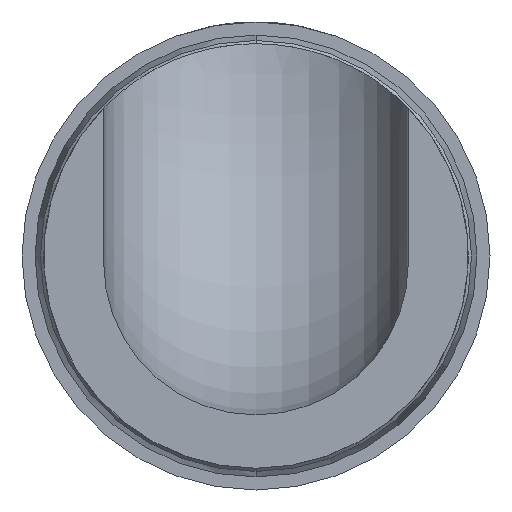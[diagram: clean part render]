
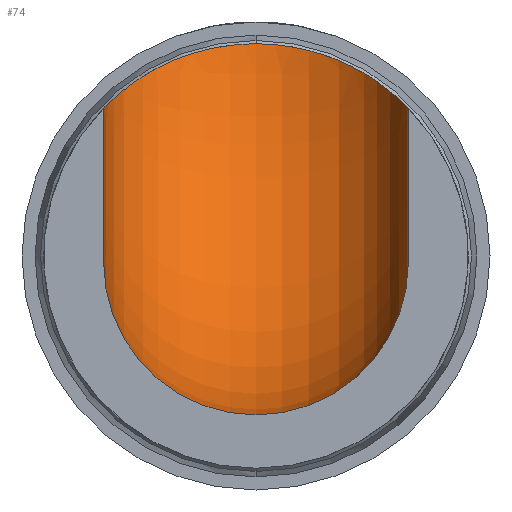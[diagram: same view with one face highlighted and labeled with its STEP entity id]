
A CAD part, front view. The second image highlights one B-rep face of the part: STEP entity #74.
In plain terms, the highlighted toroidal (fillet/blend) face has major radius 1.3 mm and minor radius 0.7 mm.
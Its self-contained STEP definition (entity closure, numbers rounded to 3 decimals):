
#74 = ADVANCED_FACE ( 'Defeature ausgef�hrt2_17', ( #3337 ), #3150, .F. ) ;
#96 = AXIS2_PLACEMENT_3D ( 'NONE', #770, #2059, #520 ) ;
#108 = CARTESIAN_POINT ( 'NONE',  ( -0.7, -14.38, -0.03 ) ) ;
#168 = VERTEX_POINT ( 'NONE', #2048 ) ;
#169 = CARTESIAN_POINT ( 'NONE',  ( -0.7, -13.118, 0.679 ) ) ;
#223 = CARTESIAN_POINT ( 'NONE',  ( -0.575, -12.739, 0.79 ) ) ;
#330 = CARTESIAN_POINT ( 'NONE',  ( 0.7, -14.38, 1.27 ) ) ;
#344 = CARTESIAN_POINT ( 'NONE',  ( 0., -14.38, -0.03 ) ) ;
#410 = CARTESIAN_POINT ( 'NONE',  ( -0.7, -13.222, 0.679 ) ) ;
#520 = DIRECTION ( 'NONE',  ( 0., 0., 1. ) ) ;
#649 = DIRECTION ( 'NONE',  ( -1., 0., 0. ) ) ;
#678 = VERTEX_POINT ( 'NONE', #410 ) ;
#733 = CARTESIAN_POINT ( 'NONE',  ( -0.7, -14.38, 1.27 ) ) ;
#770 = CARTESIAN_POINT ( 'NONE',  ( 0., -14.38, 1.27 ) ) ;
#928 = EDGE_LOOP ( 'NONE', ( #3494, #1773, #2675, #941, #1879, #1961 ) ) ;
#940 = CARTESIAN_POINT ( 'NONE',  ( 0.7, -14.38, -0.03 ) ) ;
#941 = ORIENTED_EDGE ( 'NONE', *, *, #2458, .F. ) ;
#972 = EDGE_CURVE ( 'Defeature ausgef�hrt2_17+Defeature ausgef�hrt2_16+Defeature ausgef�hrt2_14+Defeature ausgef�hrt2_15', #2017, #2060, #2417, .T. ) ;
#1117 = CARTESIAN_POINT ( 'NONE',  ( -0.457, -12.588, 0.864 ) ) ;
#1144 = VERTEX_POINT ( 'NONE', #2942 ) ;
#1173 = EDGE_CURVE ( 'Defeature ausgef�hrt2_8+Defeature ausgef�hrt2_17+Defeature ausgef�hrt2_14+Defeature ausgef�hrt2_15', #678, #1144, #1275, .T. ) ;
#1275 = B_SPLINE_CURVE_WITH_KNOTS ( 'NONE', 3,
 ( #3506, #169, #2587, #2958, #223, #1117, #2918, #1373, #3535, #2302 ),
 .UNSPECIFIED., .F., .F.,
 ( 4, 2, 2, 2, 4 ),
 ( 0.002, 0.003, 0.003, 0.003, 0.004 ),
 .UNSPECIFIED. ) ;
#1338 = CARTESIAN_POINT ( 'NONE',  ( 0.575, -12.739, 0.79 ) ) ;
#1344 = DIRECTION ( 'NONE',  ( 0., -1., 0. ) ) ;
#1373 = CARTESIAN_POINT ( 'NONE',  ( -0.206, -12.429, 0.957 ) ) ;
#1703 = VERTEX_POINT ( 'NONE', #108 ) ;
#1714 = CIRCLE ( 'NONE', #3105, 0.7 ) ;
#1717 = B_SPLINE_CURVE_WITH_KNOTS ( 'NONE', 3,
 ( #3410, #1977, #3166, #2290, #2896, #1338, #2271, #2280, #3822, #2884 ),
 .UNSPECIFIED., .F., .F.,
 ( 4, 2, 2, 2, 4 ),
 ( 0.004, 0.004, 0.004, 0.004, 0.005 ),
 .UNSPECIFIED. ) ;
#1759 = DIRECTION ( 'NONE',  ( 0., -1., 0. ) ) ;
#1773 = ORIENTED_EDGE ( 'NONE', *, *, #3661, .T. ) ;
#1879 = ORIENTED_EDGE ( 'NONE', *, *, #3080, .F. ) ;
#1961 = ORIENTED_EDGE ( 'NONE', *, *, #1173, .F. ) ;
#1977 = CARTESIAN_POINT ( 'NONE',  ( 0.103, -12.402, 0.975 ) ) ;
#1997 = DIRECTION ( 'NONE',  ( -1., 0., 0. ) ) ;
#2017 = VERTEX_POINT ( 'NONE', #3101 ) ;
#2048 = CARTESIAN_POINT ( 'NONE',  ( 0.7, -13.222, 0.679 ) ) ;
#2059 = DIRECTION ( 'NONE',  ( -1., 0., 0. ) ) ;
#2060 = VERTEX_POINT ( 'NONE', #940 ) ;
#2271 = CARTESIAN_POINT ( 'NONE',  ( 0.62, -12.827, 0.754 ) ) ;
#2280 = CARTESIAN_POINT ( 'NONE',  ( 0.682, -13.015, 0.698 ) ) ;
#2290 = CARTESIAN_POINT ( 'NONE',  ( 0.383, -12.522, 0.901 ) ) ;
#2302 = CARTESIAN_POINT ( 'NONE',  ( 0., -12.402, 0.975 ) ) ;
#2308 = CIRCLE ( 'NONE', #3504, 1.3 ) ;
#2417 = CIRCLE ( 'NONE', #2498, 0.7 ) ;
#2458 = EDGE_CURVE ( 'Defeature ausgef�hrt2_15+Defeature ausgef�hrt2_17+Defeature ausgef�hrt2_8+Defeature ausgef�hrt2_16', #168, #2060, #2308, .T. ) ;
#2498 = AXIS2_PLACEMENT_3D ( 'NONE', #344, #1344, #3442 ) ;
#2587 = CARTESIAN_POINT ( 'NONE',  ( -0.682, -13.016, 0.698 ) ) ;
#2606 = EDGE_CURVE ( 'Defeature ausgef�hrt2_17+Defeature ausgef�hrt2_14+Defeature ausgef�hrt2_8+Defeature ausgef�hrt2_16', #678, #1703, #3128, .T. ) ;
#2675 = ORIENTED_EDGE ( 'NONE', *, *, #972, .T. ) ;
#2859 = DIRECTION ( 'NONE',  ( 0., 0., 1. ) ) ;
#2884 = CARTESIAN_POINT ( 'NONE',  ( 0.7, -13.222, 0.679 ) ) ;
#2896 = CARTESIAN_POINT ( 'NONE',  ( 0.457, -12.587, 0.864 ) ) ;
#2918 = CARTESIAN_POINT ( 'NONE',  ( -0.383, -12.522, 0.901 ) ) ;
#2942 = CARTESIAN_POINT ( 'NONE',  ( 0., -12.402, 0.975 ) ) ;
#2958 = CARTESIAN_POINT ( 'NONE',  ( -0.62, -12.827, 0.753 ) ) ;
#3080 = EDGE_CURVE ( 'Defeature ausgef�hrt2_8+Defeature ausgef�hrt2_17+Defeature ausgef�hrt2_14+Defeature ausgef�hrt2_15', #1144, #168, #1717, .T. ) ;
#3101 = CARTESIAN_POINT ( 'NONE',  ( 0., -14.38, -0.73 ) ) ;
#3105 = AXIS2_PLACEMENT_3D ( 'NONE', #3590, #1759, #3899 ) ;
#3111 = DIRECTION ( 'NONE',  ( 0., 0., 1. ) ) ;
#3128 = CIRCLE ( 'NONE', #3431, 1.3 ) ;
#3150 = TOROIDAL_SURFACE ( 'NONE', #96, 1.3, 0.7 ) ;
#3166 = CARTESIAN_POINT ( 'NONE',  ( 0.206, -12.429, 0.957 ) ) ;
#3337 = FACE_OUTER_BOUND ( 'NONE', #928, .T. ) ;
#3410 = CARTESIAN_POINT ( 'NONE',  ( 0., -12.402, 0.975 ) ) ;
#3431 = AXIS2_PLACEMENT_3D ( 'NONE', #733, #1997, #2859 ) ;
#3442 = DIRECTION ( 'NONE',  ( 0., 0., -1. ) ) ;
#3494 = ORIENTED_EDGE ( 'NONE', *, *, #2606, .T. ) ;
#3504 = AXIS2_PLACEMENT_3D ( 'NONE', #330, #649, #3111 ) ;
#3506 = CARTESIAN_POINT ( 'NONE',  ( -0.7, -13.222, 0.679 ) ) ;
#3535 = CARTESIAN_POINT ( 'NONE',  ( -0.103, -12.402, 0.975 ) ) ;
#3590 = CARTESIAN_POINT ( 'NONE',  ( 0., -14.38, -0.03 ) ) ;
#3661 = EDGE_CURVE ( 'Defeature ausgef�hrt2_17+Defeature ausgef�hrt2_16+Defeature ausgef�hrt2_14+Defeature ausgef�hrt2_15', #1703, #2017, #1714, .T. ) ;
#3822 = CARTESIAN_POINT ( 'NONE',  ( 0.7, -13.119, 0.679 ) ) ;
#3899 = DIRECTION ( 'NONE',  ( 0., 0., -1. ) ) ;
